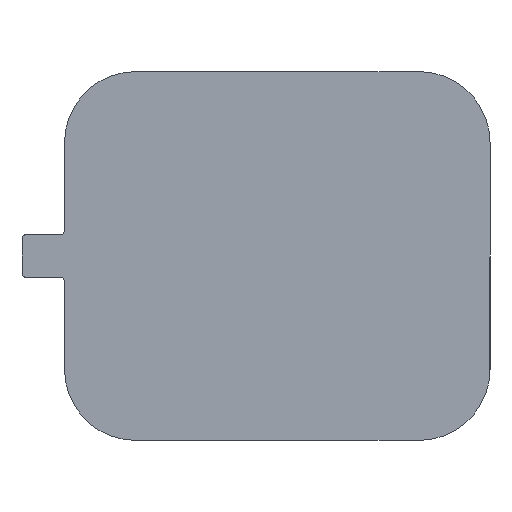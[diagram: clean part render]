
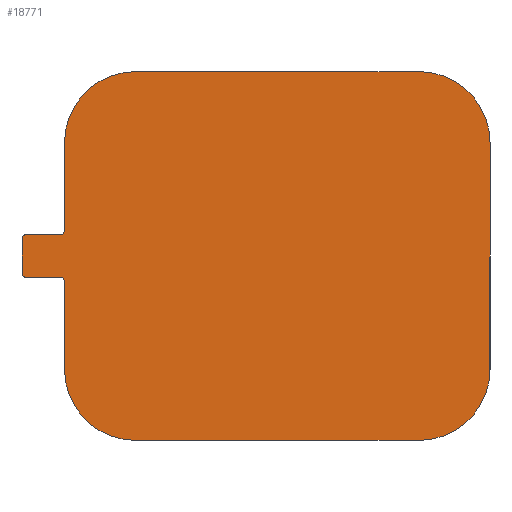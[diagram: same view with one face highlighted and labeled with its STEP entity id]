
A CAD part, front view. The second image highlights one B-rep face of the part: STEP entity #18771.
In plain terms, the highlighted planar face has unit normal (0, -1, 0).
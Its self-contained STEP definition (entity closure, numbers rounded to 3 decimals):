
#29 = CARTESIAN_POINT ( 'NONE',  ( -50., 0., 40. ) ) ;
#113 = CARTESIAN_POINT ( 'NONE',  ( -75., 0., -40. ) ) ;
#427 = VECTOR ( 'NONE', #25152, 1000. ) ;
#452 = LINE ( 'NONE', #22841, #26129 ) ;
#562 = DIRECTION ( 'NONE',  ( 0., 0., 1. ) ) ;
#637 = VERTEX_POINT ( 'NONE', #5159 ) ;
#879 = VECTOR ( 'NONE', #22084, 1000. ) ;
#919 = EDGE_CURVE ( 'NONE', #637, #13578, #17022, .T. ) ;
#1123 = VERTEX_POINT ( 'NONE', #25470 ) ;
#1247 = VERTEX_POINT ( 'NONE', #9743 ) ;
#1444 = PLANE ( 'NONE',  #10927 ) ;
#1569 = EDGE_CURVE ( 'NONE', #637, #29728, #2876, .T. ) ;
#1685 = CARTESIAN_POINT ( 'NONE',  ( -75., 0., -9. ) ) ;
#2563 = EDGE_CURVE ( 'NONE', #3090, #14060, #20093, .T. ) ;
#2876 = LINE ( 'NONE', #30482, #7057 ) ;
#2919 = CARTESIAN_POINT ( 'NONE',  ( -90., 0., 7.5 ) ) ;
#3090 = VERTEX_POINT ( 'NONE', #31897 ) ;
#3152 = DIRECTION ( 'NONE',  ( 0., 0., 1. ) ) ;
#3216 = DIRECTION ( 'NONE',  ( 0., -1., 0. ) ) ;
#3377 = CARTESIAN_POINT ( 'NONE',  ( -50., 0., -40. ) ) ;
#3424 = EDGE_CURVE ( 'NONE', #14987, #3582, #12129, .T. ) ;
#3504 = CIRCLE ( 'NONE', #19670, 1.5 ) ;
#3539 = DIRECTION ( 'NONE',  ( 1., 0., 0. ) ) ;
#3582 = VERTEX_POINT ( 'NONE', #1685 ) ;
#4045 = FACE_OUTER_BOUND ( 'NONE', #17524, .T. ) ;
#5001 = CARTESIAN_POINT ( 'NONE',  ( -50., 0., 65. ) ) ;
#5159 = CARTESIAN_POINT ( 'NONE',  ( 50., 0., -65. ) ) ;
#5412 = DIRECTION ( 'NONE',  ( 0., -1., 0. ) ) ;
#5423 = CARTESIAN_POINT ( 'NONE',  ( -90., 0., 6. ) ) ;
#5993 = AXIS2_PLACEMENT_3D ( 'NONE', #29, #5412, #10319 ) ;
#6150 = CARTESIAN_POINT ( 'NONE',  ( 50., 0., 40. ) ) ;
#6286 = CIRCLE ( 'NONE', #14650, 25. ) ;
#6601 = CIRCLE ( 'NONE', #20701, 1.5 ) ;
#6720 = LINE ( 'NONE', #24375, #24935 ) ;
#6815 = VERTEX_POINT ( 'NONE', #7153 ) ;
#7057 = VECTOR ( 'NONE', #15295, 1000. ) ;
#7096 = EDGE_CURVE ( 'NONE', #14987, #29728, #15957, .T. ) ;
#7153 = CARTESIAN_POINT ( 'NONE',  ( 75., 0., 40. ) ) ;
#7691 = CARTESIAN_POINT ( 'NONE',  ( 75., 0., 65. ) ) ;
#7972 = CARTESIAN_POINT ( 'NONE',  ( -88.5, 0., -7.5 ) ) ;
#8063 = DIRECTION ( 'NONE',  ( 0., 1., 0. ) ) ;
#8657 = EDGE_CURVE ( 'NONE', #26806, #15988, #452, .T. ) ;
#8692 = EDGE_CURVE ( 'NONE', #6815, #1247, #6286, .T. ) ;
#8912 = ORIENTED_EDGE ( 'NONE', *, *, #31536, .F. ) ;
#9743 = CARTESIAN_POINT ( 'NONE',  ( 50., 0., 65. ) ) ;
#9833 = DIRECTION ( 'NONE',  ( 0., 0., 1. ) ) ;
#9896 = EDGE_CURVE ( 'NONE', #15357, #26954, #20409, .T. ) ;
#10033 = CARTESIAN_POINT ( 'NONE',  ( -76.5, 0., 9. ) ) ;
#10319 = DIRECTION ( 'NONE',  ( 0., 0., 1. ) ) ;
#10927 = AXIS2_PLACEMENT_3D ( 'NONE', #26432, #12038, #21852 ) ;
#11030 = DIRECTION ( 'NONE',  ( 0., -1., 0. ) ) ;
#11406 = ORIENTED_EDGE ( 'NONE', *, *, #7096, .T. ) ;
#11496 = EDGE_CURVE ( 'NONE', #15988, #3582, #27387, .T. ) ;
#11530 = EDGE_CURVE ( 'NONE', #30005, #1123, #14874, .T. ) ;
#11792 = CARTESIAN_POINT ( 'NONE',  ( -75., 0., 7.5 ) ) ;
#12038 = DIRECTION ( 'NONE',  ( 0., 1., 0. ) ) ;
#12129 = LINE ( 'NONE', #18845, #13899 ) ;
#12265 = CARTESIAN_POINT ( 'NONE',  ( -75., 0., 65. ) ) ;
#12282 = CARTESIAN_POINT ( 'NONE',  ( -76.5, 0., -9. ) ) ;
#12923 = LINE ( 'NONE', #7691, #21238 ) ;
#13211 = CARTESIAN_POINT ( 'NONE',  ( -76.5, 0., 7.5 ) ) ;
#13349 = DIRECTION ( 'NONE',  ( 0., 0., 1. ) ) ;
#13578 = VERTEX_POINT ( 'NONE', #20461 ) ;
#13899 = VECTOR ( 'NONE', #28807, 1000. ) ;
#14060 = VERTEX_POINT ( 'NONE', #13211 ) ;
#14252 = CARTESIAN_POINT ( 'NONE',  ( -88.5, 0., 7.5 ) ) ;
#14507 = ORIENTED_EDGE ( 'NONE', *, *, #9896, .T. ) ;
#14631 = ORIENTED_EDGE ( 'NONE', *, *, #1569, .F. ) ;
#14650 = AXIS2_PLACEMENT_3D ( 'NONE', #6150, #3216, #15960 ) ;
#14734 = LINE ( 'NONE', #12265, #30597 ) ;
#14874 = CIRCLE ( 'NONE', #5993, 25. ) ;
#14987 = VERTEX_POINT ( 'NONE', #113 ) ;
#15186 = ORIENTED_EDGE ( 'NONE', *, *, #3424, .F. ) ;
#15295 = DIRECTION ( 'NONE',  ( -1., 0., 0. ) ) ;
#15357 = VERTEX_POINT ( 'NONE', #5423 ) ;
#15957 = CIRCLE ( 'NONE', #16979, 25. ) ;
#15960 = DIRECTION ( 'NONE',  ( 0., 0., 1. ) ) ;
#15988 = VERTEX_POINT ( 'NONE', #21863 ) ;
#16111 = ORIENTED_EDGE ( 'NONE', *, *, #8657, .T. ) ;
#16137 = ORIENTED_EDGE ( 'NONE', *, *, #2563, .T. ) ;
#16210 = DIRECTION ( 'NONE',  ( 0., -1., 0. ) ) ;
#16318 = ORIENTED_EDGE ( 'NONE', *, *, #11530, .T. ) ;
#16979 = AXIS2_PLACEMENT_3D ( 'NONE', #3377, #28379, #13349 ) ;
#17022 = CIRCLE ( 'NONE', #19634, 25. ) ;
#17300 = DIRECTION ( 'NONE',  ( 0., 0., 1. ) ) ;
#17473 = AXIS2_PLACEMENT_3D ( 'NONE', #12282, #22578, #9833 ) ;
#17524 = EDGE_LOOP ( 'NONE', ( #14507, #20207, #16111, #20042, #15186, #11406, #14631, #23182, #27725, #25056, #17753, #16318, #8912, #16137, #23815, #23114 ) ) ;
#17753 = ORIENTED_EDGE ( 'NONE', *, *, #24899, .F. ) ;
#18771 = ADVANCED_FACE ( 'NONE', ( #4045 ), #1444, .F. ) ;
#18845 = CARTESIAN_POINT ( 'NONE',  ( -75., 0., 65. ) ) ;
#19068 = CARTESIAN_POINT ( 'NONE',  ( -50., 0., -65. ) ) ;
#19634 = AXIS2_PLACEMENT_3D ( 'NONE', #22529, #29717, #17300 ) ;
#19670 = AXIS2_PLACEMENT_3D ( 'NONE', #30594, #16210, #3152 ) ;
#20042 = ORIENTED_EDGE ( 'NONE', *, *, #11496, .T. ) ;
#20093 = CIRCLE ( 'NONE', #28446, 1.5 ) ;
#20207 = ORIENTED_EDGE ( 'NONE', *, *, #24481, .T. ) ;
#20409 = LINE ( 'NONE', #2919, #427 ) ;
#20461 = CARTESIAN_POINT ( 'NONE',  ( 75., 0., -40. ) ) ;
#20701 = AXIS2_PLACEMENT_3D ( 'NONE', #23452, #11030, #27867 ) ;
#21238 = VECTOR ( 'NONE', #22902, 1000. ) ;
#21852 = DIRECTION ( 'NONE',  ( 0., 0., 1. ) ) ;
#21863 = CARTESIAN_POINT ( 'NONE',  ( -76.5, 0., -7.5 ) ) ;
#22084 = DIRECTION ( 'NONE',  ( -1., 0., 0. ) ) ;
#22529 = CARTESIAN_POINT ( 'NONE',  ( 50., 0., -40. ) ) ;
#22578 = DIRECTION ( 'NONE',  ( 0., 1., 0. ) ) ;
#22841 = CARTESIAN_POINT ( 'NONE',  ( -75., 0., -7.5 ) ) ;
#22902 = DIRECTION ( 'NONE',  ( 0., 0., -1. ) ) ;
#23114 = ORIENTED_EDGE ( 'NONE', *, *, #27440, .T. ) ;
#23182 = ORIENTED_EDGE ( 'NONE', *, *, #919, .T. ) ;
#23452 = CARTESIAN_POINT ( 'NONE',  ( -88.5, 0., 6. ) ) ;
#23815 = ORIENTED_EDGE ( 'NONE', *, *, #27861, .T. ) ;
#24375 = CARTESIAN_POINT ( 'NONE',  ( 75., 0., 65. ) ) ;
#24481 = EDGE_CURVE ( 'NONE', #26954, #26806, #3504, .T. ) ;
#24899 = EDGE_CURVE ( 'NONE', #30005, #1247, #6720, .T. ) ;
#24935 = VECTOR ( 'NONE', #26339, 1000. ) ;
#25056 = ORIENTED_EDGE ( 'NONE', *, *, #8692, .T. ) ;
#25152 = DIRECTION ( 'NONE',  ( 0., 0., -1. ) ) ;
#25470 = CARTESIAN_POINT ( 'NONE',  ( -75., 0., 40. ) ) ;
#26129 = VECTOR ( 'NONE', #3539, 1000. ) ;
#26339 = DIRECTION ( 'NONE',  ( 1., 0., 0. ) ) ;
#26432 = CARTESIAN_POINT ( 'NONE',  ( 0., 0., 0. ) ) ;
#26806 = VERTEX_POINT ( 'NONE', #7972 ) ;
#26954 = VERTEX_POINT ( 'NONE', #30682 ) ;
#27387 = CIRCLE ( 'NONE', #17473, 1.5 ) ;
#27440 = EDGE_CURVE ( 'NONE', #27723, #15357, #6601, .T. ) ;
#27723 = VERTEX_POINT ( 'NONE', #14252 ) ;
#27725 = ORIENTED_EDGE ( 'NONE', *, *, #28282, .F. ) ;
#27861 = EDGE_CURVE ( 'NONE', #14060, #27723, #29432, .T. ) ;
#27867 = DIRECTION ( 'NONE',  ( 0., 0., 1. ) ) ;
#28282 = EDGE_CURVE ( 'NONE', #6815, #13578, #12923, .T. ) ;
#28379 = DIRECTION ( 'NONE',  ( 0., -1., 0. ) ) ;
#28446 = AXIS2_PLACEMENT_3D ( 'NONE', #10033, #8063, #562 ) ;
#28807 = DIRECTION ( 'NONE',  ( 0., 0., 1. ) ) ;
#29432 = LINE ( 'NONE', #11792, #879 ) ;
#29717 = DIRECTION ( 'NONE',  ( 0., -1., 0. ) ) ;
#29728 = VERTEX_POINT ( 'NONE', #19068 ) ;
#30005 = VERTEX_POINT ( 'NONE', #5001 ) ;
#30482 = CARTESIAN_POINT ( 'NONE',  ( 75., 0., -65. ) ) ;
#30594 = CARTESIAN_POINT ( 'NONE',  ( -88.5, 0., -6. ) ) ;
#30597 = VECTOR ( 'NONE', #32196, 1000. ) ;
#30682 = CARTESIAN_POINT ( 'NONE',  ( -90., 0., -6. ) ) ;
#31536 = EDGE_CURVE ( 'NONE', #3090, #1123, #14734, .T. ) ;
#31897 = CARTESIAN_POINT ( 'NONE',  ( -75., 0., 9. ) ) ;
#32196 = DIRECTION ( 'NONE',  ( 0., 0., 1. ) ) ;
